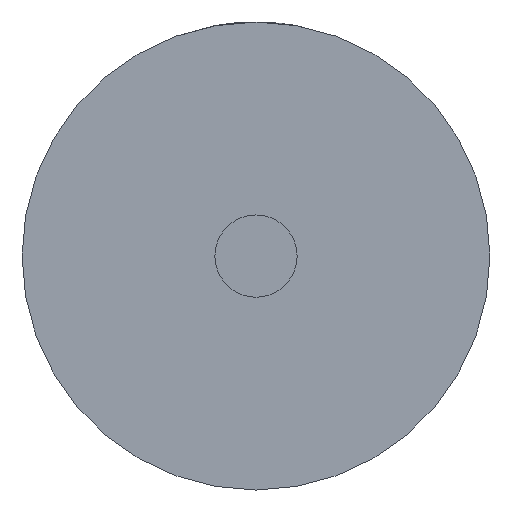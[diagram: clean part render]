
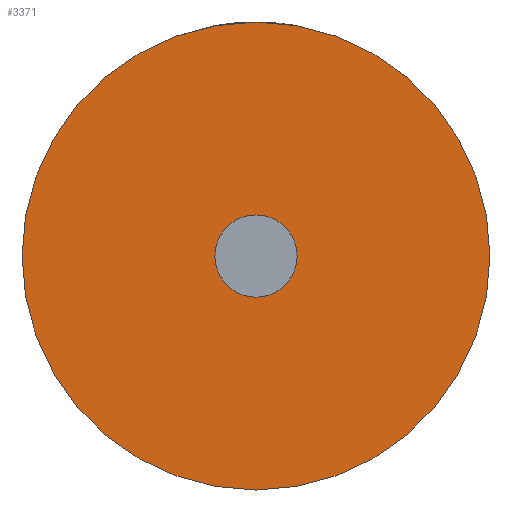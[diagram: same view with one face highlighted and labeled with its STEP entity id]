
A CAD part, left-side view. The second image highlights one B-rep face of the part: STEP entity #3371.
In plain terms, the highlighted planar face has unit normal (-1, 0, 0).
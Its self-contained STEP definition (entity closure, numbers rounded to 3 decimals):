
#101 = CARTESIAN_POINT ( 'NONE',  ( 0., 0., -22.75 ) ) ;
#117 = DIRECTION ( 'NONE',  ( 1., 0., 0. ) ) ;
#338 = CARTESIAN_POINT ( 'NONE',  ( 0., 0., 0. ) ) ;
#416 = EDGE_LOOP ( 'NONE', ( #3679, #821 ) ) ;
#520 = DIRECTION ( 'NONE',  ( 0., 0., -1. ) ) ;
#631 = AXIS2_PLACEMENT_3D ( 'NONE', #2974, #3668, #2606 ) ;
#695 = DIRECTION ( 'NONE',  ( -1., 0., 0. ) ) ;
#729 = CARTESIAN_POINT ( 'NONE',  ( 0., 0., 4. ) ) ;
#801 = EDGE_CURVE ( 'NONE', #3079, #4178, #2999, .T. ) ;
#821 = ORIENTED_EDGE ( 'NONE', *, *, #801, .F. ) ;
#862 = ORIENTED_EDGE ( 'NONE', *, *, #3625, .F. ) ;
#1094 = AXIS2_PLACEMENT_3D ( 'NONE', #338, #4307, #520 ) ;
#1130 = VERTEX_POINT ( 'NONE', #3017 ) ;
#1211 = DIRECTION ( 'NONE',  ( 0., 0., -1. ) ) ;
#1390 = EDGE_CURVE ( 'NONE', #4178, #3079, #3968, .T. ) ;
#1392 = DIRECTION ( 'NONE',  ( 0., 0., -1. ) ) ;
#1416 = CIRCLE ( 'NONE', #2136, 22.75 ) ;
#1963 = CARTESIAN_POINT ( 'NONE',  ( 0., 0., 0. ) ) ;
#2136 = AXIS2_PLACEMENT_3D ( 'NONE', #1963, #3336, #1211 ) ;
#2200 = AXIS2_PLACEMENT_3D ( 'NONE', #2481, #695, #1392 ) ;
#2357 = FACE_BOUND ( 'NONE', #416, .T. ) ;
#2479 = AXIS2_PLACEMENT_3D ( 'NONE', #2958, #117, #3291 ) ;
#2481 = CARTESIAN_POINT ( 'NONE',  ( 0., 0., 0. ) ) ;
#2574 = ORIENTED_EDGE ( 'NONE', *, *, #4274, .F. ) ;
#2606 = DIRECTION ( 'NONE',  ( 0., 0., -1. ) ) ;
#2769 = EDGE_LOOP ( 'NONE', ( #862, #2574 ) ) ;
#2939 = CIRCLE ( 'NONE', #2479, 22.75 ) ;
#2958 = CARTESIAN_POINT ( 'NONE',  ( 0., 0., 0. ) ) ;
#2974 = CARTESIAN_POINT ( 'NONE',  ( 0., 0., 0. ) ) ;
#2999 = CIRCLE ( 'NONE', #2200, 4. ) ;
#3017 = CARTESIAN_POINT ( 'NONE',  ( 0., 0., 22.75 ) ) ;
#3079 = VERTEX_POINT ( 'NONE', #729 ) ;
#3291 = DIRECTION ( 'NONE',  ( 0., 0., -1. ) ) ;
#3336 = DIRECTION ( 'NONE',  ( 1., 0., 0. ) ) ;
#3371 = ADVANCED_FACE ( 'NONE', ( #3861, #2357 ), #3756, .F. ) ;
#3625 = EDGE_CURVE ( 'NONE', #1130, #3660, #2939, .T. ) ;
#3660 = VERTEX_POINT ( 'NONE', #101 ) ;
#3668 = DIRECTION ( 'NONE',  ( -1., 0., 0. ) ) ;
#3679 = ORIENTED_EDGE ( 'NONE', *, *, #1390, .F. ) ;
#3756 = PLANE ( 'NONE',  #1094 ) ;
#3861 = FACE_OUTER_BOUND ( 'NONE', #2769, .T. ) ;
#3864 = CARTESIAN_POINT ( 'NONE',  ( 0., 0., -4. ) ) ;
#3968 = CIRCLE ( 'NONE', #631, 4. ) ;
#4178 = VERTEX_POINT ( 'NONE', #3864 ) ;
#4274 = EDGE_CURVE ( 'NONE', #3660, #1130, #1416, .T. ) ;
#4307 = DIRECTION ( 'NONE',  ( 1., 0., 0. ) ) ;
